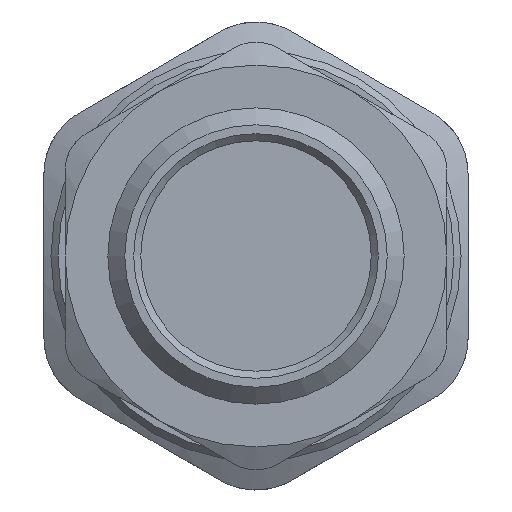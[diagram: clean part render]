
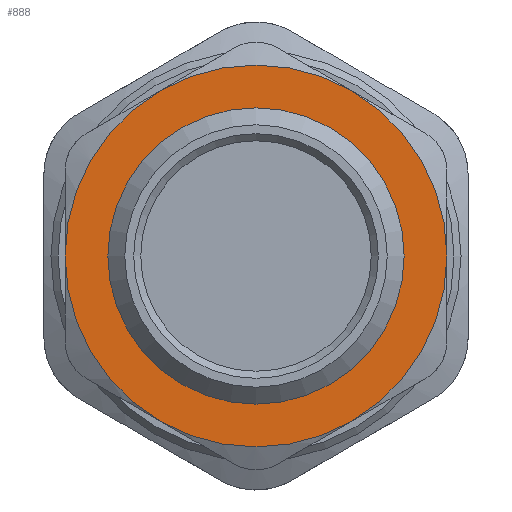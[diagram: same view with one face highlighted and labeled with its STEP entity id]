
A CAD part, front view. The second image highlights one B-rep face of the part: STEP entity #888.
In plain terms, the highlighted planar face has unit normal (0, -1, 0).
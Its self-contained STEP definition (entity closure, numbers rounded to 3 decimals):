
#78=FACE_BOUND('',#323,.T.);
#268=FACE_OUTER_BOUND('',#322,.T.);
#322=EDGE_LOOP('',(#730,#731,#732,#733,#734,#735));
#323=EDGE_LOOP('',(#736));
#362=CIRCLE('',#970,13.5);
#363=CIRCLE('',#974,13.5);
#364=CIRCLE('',#977,13.5);
#365=CIRCLE('',#979,13.5);
#366=CIRCLE('',#981,13.5);
#367=CIRCLE('',#983,13.5);
#368=CIRCLE('',#987,9.318);
#397=VERTEX_POINT('',#1302);
#404=VERTEX_POINT('',#1350);
#409=VERTEX_POINT('',#1392);
#414=VERTEX_POINT('',#1434);
#419=VERTEX_POINT('',#1469);
#420=VERTEX_POINT('',#1473);
#423=VERTEX_POINT('',#1532);
#517=EDGE_CURVE('',#419,#420,#362,.T.);
#525=EDGE_CURVE('',#397,#419,#363,.T.);
#528=EDGE_CURVE('',#404,#397,#364,.T.);
#529=EDGE_CURVE('',#409,#404,#365,.T.);
#530=EDGE_CURVE('',#414,#409,#366,.T.);
#531=EDGE_CURVE('',#420,#414,#367,.T.);
#532=EDGE_CURVE('',#423,#423,#368,.T.);
#730=ORIENTED_EDGE('',*,*,#529,.F.);
#731=ORIENTED_EDGE('',*,*,#530,.F.);
#732=ORIENTED_EDGE('',*,*,#531,.F.);
#733=ORIENTED_EDGE('',*,*,#517,.F.);
#734=ORIENTED_EDGE('',*,*,#525,.F.);
#735=ORIENTED_EDGE('',*,*,#528,.F.);
#736=ORIENTED_EDGE('',*,*,#532,.T.);
#846=PLANE('',#988);
#888=ADVANCED_FACE('',(#268,#78),#846,.T.);
#970=AXIS2_PLACEMENT_3D('',#1474,#1111,#1112);
#974=AXIS2_PLACEMENT_3D('',#1513,#1120,#1121);
#977=AXIS2_PLACEMENT_3D('',#1522,#1126,#1127);
#979=AXIS2_PLACEMENT_3D('',#1524,#1130,#1131);
#981=AXIS2_PLACEMENT_3D('',#1526,#1134,#1135);
#983=AXIS2_PLACEMENT_3D('',#1528,#1138,#1139);
#987=AXIS2_PLACEMENT_3D('',#1533,#1146,#1147);
#988=AXIS2_PLACEMENT_3D('',#1535,#1149,#1150);
#1111=DIRECTION('center_axis',(0.,1.,0.));
#1112=DIRECTION('ref_axis',(1.,0.,0.));
#1120=DIRECTION('center_axis',(0.,1.,0.));
#1121=DIRECTION('ref_axis',(1.,0.,0.));
#1126=DIRECTION('center_axis',(0.,1.,0.));
#1127=DIRECTION('ref_axis',(1.,0.,0.));
#1130=DIRECTION('center_axis',(0.,1.,0.));
#1131=DIRECTION('ref_axis',(1.,0.,0.));
#1134=DIRECTION('center_axis',(0.,1.,0.));
#1135=DIRECTION('ref_axis',(1.,0.,0.));
#1138=DIRECTION('center_axis',(0.,1.,0.));
#1139=DIRECTION('ref_axis',(1.,0.,0.));
#1146=DIRECTION('center_axis',(0.,1.,0.));
#1147=DIRECTION('ref_axis',(1.,0.,0.));
#1149=DIRECTION('center_axis',(0.,-1.,0.));
#1150=DIRECTION('ref_axis',(0.,0.,-1.));
#1302=CARTESIAN_POINT('',(-1.588,-32.093,12.212));
#1350=CARTESIAN_POINT('',(-15.088,-32.093,12.212));
#1392=CARTESIAN_POINT('',(-21.838,-32.093,0.52));
#1434=CARTESIAN_POINT('',(-15.088,-32.093,-11.171));
#1469=CARTESIAN_POINT('',(5.162,-32.093,0.52));
#1473=CARTESIAN_POINT('',(-1.588,-32.093,-11.171));
#1474=CARTESIAN_POINT('Origin',(-8.338,-32.093,0.52));
#1513=CARTESIAN_POINT('Origin',(-8.338,-32.093,0.52));
#1522=CARTESIAN_POINT('Origin',(-8.338,-32.093,0.52));
#1524=CARTESIAN_POINT('Origin',(-8.338,-32.093,0.52));
#1526=CARTESIAN_POINT('Origin',(-8.338,-32.093,0.52));
#1528=CARTESIAN_POINT('Origin',(-8.338,-32.093,0.52));
#1532=CARTESIAN_POINT('',(0.979,-32.093,0.52));
#1533=CARTESIAN_POINT('Origin',(-8.338,-32.093,0.52));
#1535=CARTESIAN_POINT('Origin',(-21.838,-32.093,0.52));
